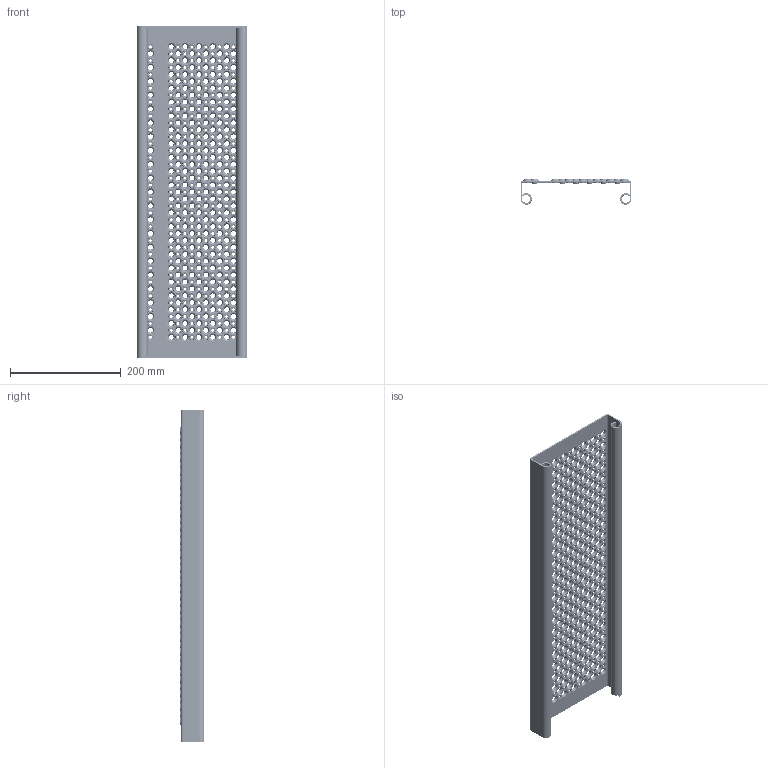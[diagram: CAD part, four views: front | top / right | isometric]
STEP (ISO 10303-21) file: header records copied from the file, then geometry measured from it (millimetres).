
FILE_DESCRIPTION (( 'STEP AP214' ), '1' );
FILE_NAME ('Optimo-Tread-plank-achil-O2-600x200x45x2,5-alu-C211016100.STEP', '2021-08-11T09:43:41', ( '' ), ( '' ), 'SwSTEP 2.0', 'SolidWorks 2021', '' );
FILE_SCHEMA (( 'AUTOMOTIVE_DESIGN' ));
Length unit declared in the file: millimetre
Products named in the file (1): Optimo-Tread-plank-achil-O2-600x200x45x2,5-alu-C211016100
Bounding box: 200 x 45.18 x 600 mm (x, y, z)
Volume: 520448.9 mm3; surface area: 457478.7 mm2
Topology: 1 solids, 1 shells, 8871 faces, 23067 edges, 13084 vertices
Faces by surface type: cone 3354, torus 2236, plane 1969, cylinder 1308, bspline 4
Entity records: 283169 total; most frequent: DIRECTION 57029, CARTESIAN_POINT 54904, ORIENTED_EDGE 46134, AXIS2_PLACEMENT_3D 26675, EDGE_CURVE 23067, CIRCLE 17807, VERTEX_POINT 13084, EDGE_LOOP 8875
